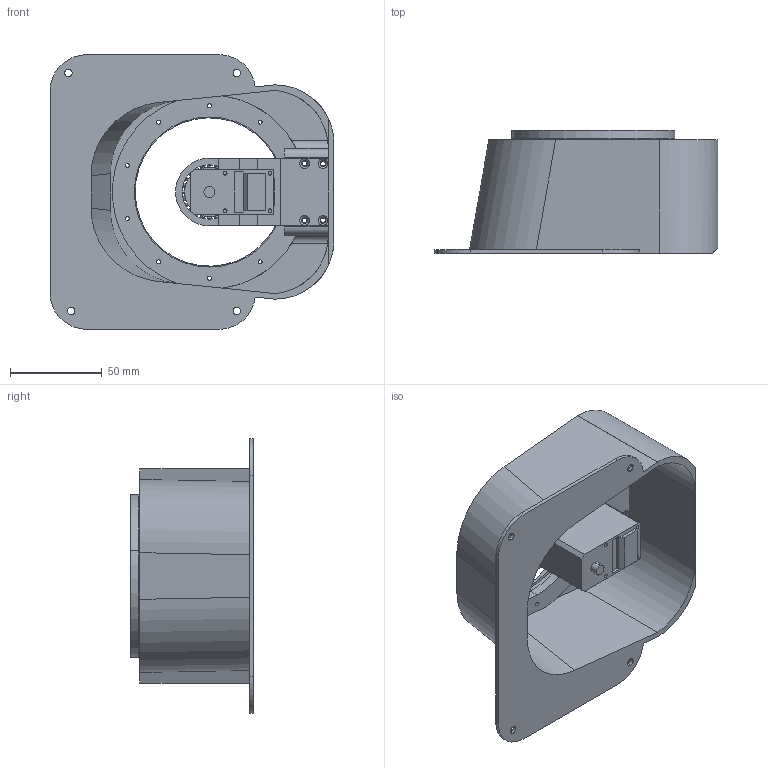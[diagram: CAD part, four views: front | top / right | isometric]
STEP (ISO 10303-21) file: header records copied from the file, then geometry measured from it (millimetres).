
FILE_DESCRIPTION (( 'STEP AP214' ), '1' );
FILE_NAME ('0AXIS_JOINT.STEP', '2024-11-13T07:29:03', ( '' ), ( '' ), 'SwSTEP 2.0', 'SolidWorks 2024', '' );
FILE_SCHEMA (( 'AUTOMOTIVE_DESIGN' ));
Length unit declared in the file: millimetre
Products named in the file (7): 2024.10.27_모터고정대_0AXIS_BASE_ver10.0; 2024.10.27_모터고정대_0AXIS_MOTOR_ver10.0; 2024.09.23_STS3215_ver8; 2024.10.27_모터고정대_0AXIS_ver10.0; 2024.10.27_0AXIS_베어링홀더_ver10.0; 2024.09.23_베어링_6705_ver8.0; 0AXIS_JOINT
Assembly tree (6 placements, depth 2):
  0AXIS_JOINT
    2024.10.27_모터고정대_0AXIS_ver10.0
    2024.10.27_모터고정대_0AXIS_BASE_ver10.0
    2024.10.27_모터고정대_0AXIS_MOTOR_ver10.0
    2024.09.23_STS3215_ver8
    2024.09.23_베어링_6705_ver8.0
    2024.10.27_0AXIS_베어링홀더_ver10.0
Bounding box: 155 x 67.1 x 150 mm (x, y, z)
Volume: 188297.8 mm3; surface area: 115222.6 mm2
Topology: 31 solids, 31 shells, 454 faces, 1190 edges, 778 vertices
Faces by surface type: cylinder 200, plane 148, sphere 48, cone 44, torus 14
Entity records: 13935 total; most frequent: DIRECTION 2480, CARTESIAN_POINT 2393, ORIENTED_EDGE 2140, EDGE_CURVE 1070, AXIS2_PLACEMENT_3D 987, VERTEX_POINT 706, EDGE_LOOP 580, CIRCLE 524
